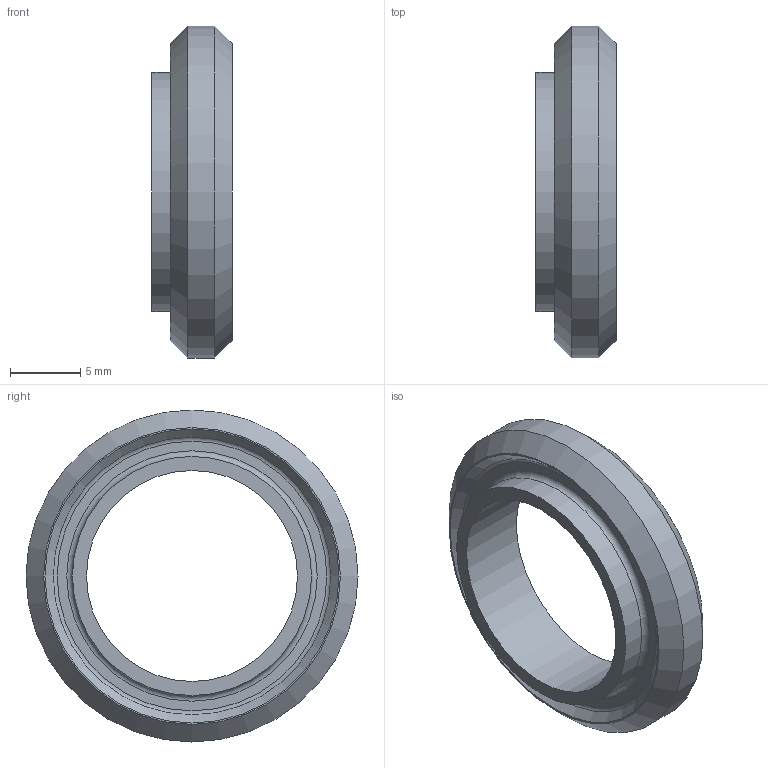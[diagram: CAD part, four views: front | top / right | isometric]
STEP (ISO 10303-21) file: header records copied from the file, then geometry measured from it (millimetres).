
FILE_DESCRIPTION(/* description */ (''),/* implementation_level */ '2;1');
FILE_NAME(/* name */ '34.016001.142.116iz1',/* time_stamp */ '2019-04-16T15:16:26+02:00',/* author */ ('Murat Coskun Bicak'),/* organization */ ('Evac AG'),/* preprocessor_version */ 'ST-DEVELOPER v16.7',/* originating_system */ 'DEX',/* authorisation */ $);
FILE_SCHEMA (('AUTOMOTIVE_DESIGN {1 0 10303 214 3 1 1}'));
Length unit declared in the file: millimetre
Products named in the file (1): 34.016001.142.116iz1
Bounding box: 5.7 x 23.6 x 23.6 mm (x, y, z)
Volume: 936.6 mm3; surface area: 1104.1 mm2
Topology: 1 solids, 1 shells, 14 faces, 25 edges, 16 vertices
Faces by surface type: plane 5, cone 4, cylinder 3, torus 2
Full cylindrical faces by diameter (mm): 15 x1, 17 x1, 23.6 x1
Entity records: 318 total; most frequent: DIRECTION 58, CARTESIAN_POINT 43, AXIS2_PLACEMENT_3D 29, ORIENTED_EDGE 28, EDGE_LOOP 28, FACE_BOUND 28, EDGE_CURVE 14, VERTEX_POINT 14
